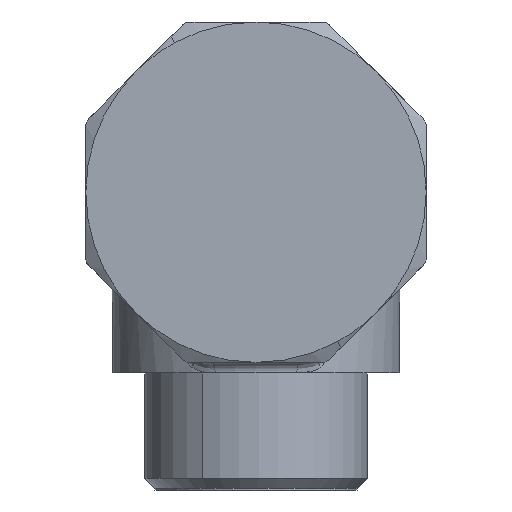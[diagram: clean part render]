
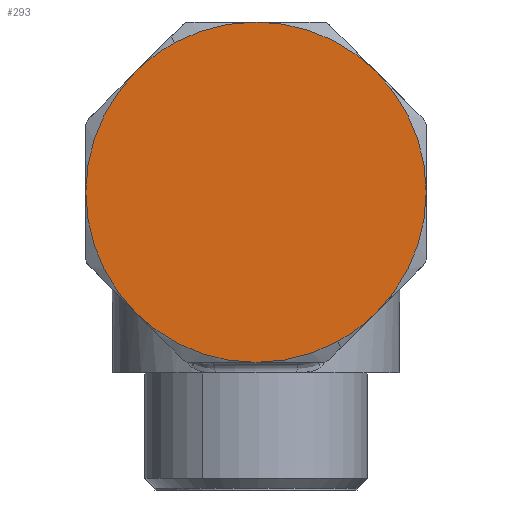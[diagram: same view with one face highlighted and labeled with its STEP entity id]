
A CAD part, front view. The second image highlights one B-rep face of the part: STEP entity #293.
In plain terms, the highlighted planar face has unit normal (0, -1, 0).
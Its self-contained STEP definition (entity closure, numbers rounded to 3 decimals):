
#206=CARTESIAN_POINT('Axis2P3D Location',(0.,-30.,0.)) ;
#211=CARTESIAN_POINT('Axis2P3D Location',(0.,-30.,0.)) ;
#215=CARTESIAN_POINT('Vertex',(11.314,-30.,11.314)) ;
#217=CARTESIAN_POINT('Vertex',(0.,-30.,16.)) ;
#220=CARTESIAN_POINT('Axis2P3D Location',(0.,-30.,0.)) ;
#224=CARTESIAN_POINT('Vertex',(-7.671,-30.,14.041)) ;
#227=CARTESIAN_POINT('Axis2P3D Location',(0.,-30.,0.)) ;
#231=CARTESIAN_POINT('Vertex',(-11.314,-30.,11.314)) ;
#234=CARTESIAN_POINT('Axis2P3D Location',(0.,-30.,0.)) ;
#238=CARTESIAN_POINT('Vertex',(-16.,-30.,0.)) ;
#241=CARTESIAN_POINT('Axis2P3D Location',(0.,-30.,0.)) ;
#245=CARTESIAN_POINT('Vertex',(-11.314,-30.,-11.314)) ;
#248=CARTESIAN_POINT('Axis2P3D Location',(0.,-30.,0.)) ;
#252=CARTESIAN_POINT('Vertex',(0.,-30.,-16.)) ;
#255=CARTESIAN_POINT('Axis2P3D Location',(0.,-30.,0.)) ;
#259=CARTESIAN_POINT('Vertex',(7.671,-30.,-14.041)) ;
#262=CARTESIAN_POINT('Axis2P3D Location',(0.,-30.,0.)) ;
#266=CARTESIAN_POINT('Vertex',(11.314,-30.,-11.314)) ;
#269=CARTESIAN_POINT('Axis2P3D Location',(0.,-30.,0.)) ;
#273=CARTESIAN_POINT('Vertex',(16.,-30.,0.)) ;
#276=CARTESIAN_POINT('Axis2P3D Location',(0.,-30.,0.)) ;
#207=DIRECTION('Axis2P3D Direction',(0.,-1.,0.)) ;
#208=DIRECTION('Axis2P3D XDirection',(1.,0.,0.)) ;
#212=DIRECTION('Axis2P3D Direction',(0.,-1.,0.)) ;
#221=DIRECTION('Axis2P3D Direction',(0.,-1.,0.)) ;
#228=DIRECTION('Axis2P3D Direction',(0.,-1.,0.)) ;
#235=DIRECTION('Axis2P3D Direction',(0.,-1.,0.)) ;
#242=DIRECTION('Axis2P3D Direction',(0.,-1.,0.)) ;
#249=DIRECTION('Axis2P3D Direction',(0.,-1.,0.)) ;
#256=DIRECTION('Axis2P3D Direction',(0.,-1.,0.)) ;
#263=DIRECTION('Axis2P3D Direction',(0.,-1.,0.)) ;
#270=DIRECTION('Axis2P3D Direction',(0.,-1.,0.)) ;
#277=DIRECTION('Axis2P3D Direction',(0.,-1.,0.)) ;
#209=AXIS2_PLACEMENT_3D('Plane Axis2P3D',#206,#207,#208) ;
#213=AXIS2_PLACEMENT_3D('Circle Axis2P3D',#211,#212,$) ;
#222=AXIS2_PLACEMENT_3D('Circle Axis2P3D',#220,#221,$) ;
#229=AXIS2_PLACEMENT_3D('Circle Axis2P3D',#227,#228,$) ;
#236=AXIS2_PLACEMENT_3D('Circle Axis2P3D',#234,#235,$) ;
#243=AXIS2_PLACEMENT_3D('Circle Axis2P3D',#241,#242,$) ;
#250=AXIS2_PLACEMENT_3D('Circle Axis2P3D',#248,#249,$) ;
#257=AXIS2_PLACEMENT_3D('Circle Axis2P3D',#255,#256,$) ;
#264=AXIS2_PLACEMENT_3D('Circle Axis2P3D',#262,#263,$) ;
#271=AXIS2_PLACEMENT_3D('Circle Axis2P3D',#269,#270,$) ;
#278=AXIS2_PLACEMENT_3D('Circle Axis2P3D',#276,#277,$) ;
#282=ORIENTED_EDGE('',*,*,#219,.T.) ;
#283=ORIENTED_EDGE('',*,*,#226,.T.) ;
#284=ORIENTED_EDGE('',*,*,#233,.T.) ;
#285=ORIENTED_EDGE('',*,*,#240,.T.) ;
#286=ORIENTED_EDGE('',*,*,#247,.T.) ;
#287=ORIENTED_EDGE('',*,*,#254,.T.) ;
#288=ORIENTED_EDGE('',*,*,#261,.T.) ;
#289=ORIENTED_EDGE('',*,*,#268,.T.) ;
#290=ORIENTED_EDGE('',*,*,#275,.T.) ;
#291=ORIENTED_EDGE('',*,*,#280,.T.) ;
#293=ADVANCED_FACE('PartBody',(#292),#210,.T.) ;
#214=CIRCLE('generated circle',#213,16.) ;
#223=CIRCLE('generated circle',#222,16.) ;
#230=CIRCLE('generated circle',#229,16.) ;
#237=CIRCLE('generated circle',#236,16.) ;
#244=CIRCLE('generated circle',#243,16.) ;
#251=CIRCLE('generated circle',#250,16.) ;
#258=CIRCLE('generated circle',#257,16.) ;
#265=CIRCLE('generated circle',#264,16.) ;
#272=CIRCLE('generated circle',#271,16.) ;
#279=CIRCLE('generated circle',#278,16.) ;
#219=EDGE_CURVE('',#216,#218,#214,.T.) ;
#226=EDGE_CURVE('',#218,#225,#223,.T.) ;
#233=EDGE_CURVE('',#225,#232,#230,.T.) ;
#240=EDGE_CURVE('',#232,#239,#237,.T.) ;
#247=EDGE_CURVE('',#239,#246,#244,.T.) ;
#254=EDGE_CURVE('',#246,#253,#251,.T.) ;
#261=EDGE_CURVE('',#253,#260,#258,.T.) ;
#268=EDGE_CURVE('',#260,#267,#265,.T.) ;
#275=EDGE_CURVE('',#267,#274,#272,.T.) ;
#280=EDGE_CURVE('',#274,#216,#279,.T.) ;
#281=EDGE_LOOP('',(#282,#283,#284,#285,#286,#287,#288,#289,#290,#291)) ;
#292=FACE_OUTER_BOUND('',#281,.T.) ;
#210=PLANE('',#209) ;
#216=VERTEX_POINT('',#215) ;
#218=VERTEX_POINT('',#217) ;
#225=VERTEX_POINT('',#224) ;
#232=VERTEX_POINT('',#231) ;
#239=VERTEX_POINT('',#238) ;
#246=VERTEX_POINT('',#245) ;
#253=VERTEX_POINT('',#252) ;
#260=VERTEX_POINT('',#259) ;
#267=VERTEX_POINT('',#266) ;
#274=VERTEX_POINT('',#273) ;
